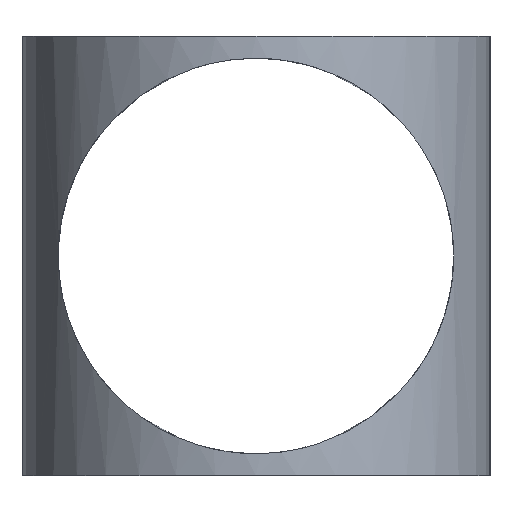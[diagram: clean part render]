
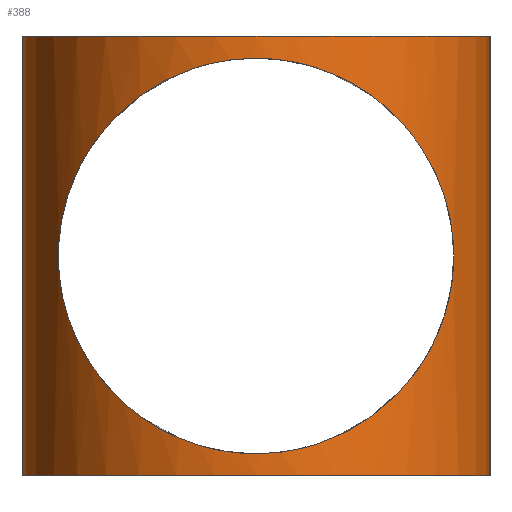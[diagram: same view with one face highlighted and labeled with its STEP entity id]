
A CAD part, left-side view. The second image highlights one B-rep face of the part: STEP entity #388.
In plain terms, the highlighted cylindrical face has radius 10.65 mm (diameter 21.3 mm), a partial arc.
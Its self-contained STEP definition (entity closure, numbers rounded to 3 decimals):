
#29=CIRCLE('',#426,10.65);
#30=CIRCLE('',#427,10.65);
#37=FACE_BOUND('',#75,.T.);
#57=FACE_OUTER_BOUND('',#74,.T.);
#74=EDGE_LOOP('',(#338,#339,#340,#341));
#75=EDGE_LOOP('',(#342,#343));
#107=LINE('',#989,#128);
#108=LINE('',#995,#129);
#128=VECTOR('',#488,10.);
#129=VECTOR('',#495,10.);
#140=B_SPLINE_CURVE_WITH_KNOTS('',3,(#633,#634,#635,#636,#637,#638,#639,
#640,#641,#642,#643,#644,#645,#646,#647,#648,#649,#650,#651,#652,#653,#654,
#655,#656,#657,#658),.UNSPECIFIED.,.F.,.F.,(4,2,2,2,2,2,2,2,2,2,2,2,4),
(0.,0.25,0.499,0.758,1.016,
1.23,1.443,1.657,1.87,2.128,
2.387,2.636,2.886),.UNSPECIFIED.);
#141=B_SPLINE_CURVE_WITH_KNOTS('',3,(#659,#660,#661,#662,#663,#664,#665,
#666,#667,#668,#669,#670,#671,#672,#673,#674,#675,#676,#677,#678,#679,#680,
#681,#682,#683,#684),.UNSPECIFIED.,.F.,.F.,(4,2,2,2,2,2,2,2,2,2,2,2,4),
(2.886,3.136,3.385,3.644,3.902,
4.116,4.329,4.543,4.756,5.015,
5.273,5.523,5.772),.UNSPECIFIED.);
#165=VERTEX_POINT('',#630);
#166=VERTEX_POINT('',#632);
#189=VERTEX_POINT('',#982);
#192=VERTEX_POINT('',#987);
#193=VERTEX_POINT('',#991);
#194=VERTEX_POINT('',#993);
#207=EDGE_CURVE('',#166,#165,#140,.T.);
#208=EDGE_CURVE('',#165,#166,#141,.T.);
#246=EDGE_CURVE('',#189,#192,#107,.T.);
#247=EDGE_CURVE('',#193,#189,#29,.T.);
#248=EDGE_CURVE('',#194,#192,#30,.T.);
#249=EDGE_CURVE('',#193,#194,#108,.T.);
#338=ORIENTED_EDGE('',*,*,#247,.T.);
#339=ORIENTED_EDGE('',*,*,#246,.T.);
#340=ORIENTED_EDGE('',*,*,#248,.F.);
#341=ORIENTED_EDGE('',*,*,#249,.F.);
#342=ORIENTED_EDGE('',*,*,#207,.T.);
#343=ORIENTED_EDGE('',*,*,#208,.T.);
#378=CYLINDRICAL_SURFACE('',#425,10.65);
#388=ADVANCED_FACE('',(#57,#37),#378,.T.);
#425=AXIS2_PLACEMENT_3D('',#990,#489,#490);
#426=AXIS2_PLACEMENT_3D('',#992,#491,#492);
#427=AXIS2_PLACEMENT_3D('',#994,#493,#494);
#488=DIRECTION('',(0.,0.,-1.));
#489=DIRECTION('center_axis',(0.,0.,-1.));
#490=DIRECTION('ref_axis',(0.,-1.,0.));
#491=DIRECTION('center_axis',(0.,0.,
-1.));
#492=DIRECTION('ref_axis',(0.,-1.,0.));
#493=DIRECTION('center_axis',(0.,0.,
-1.));
#494=DIRECTION('ref_axis',(0.,-1.,0.));
#495=DIRECTION('',(0.,0.,-1.));
#630=CARTESIAN_POINT('',(-42.544,-9.,-11.5));
#632=CARTESIAN_POINT('',(-42.544,9.,-11.5));
#633=CARTESIAN_POINT('Ctrl Pts',(-42.544,9.,-11.5));
#634=CARTESIAN_POINT('Ctrl Pts',(-42.544,9.,-10.668));
#635=CARTESIAN_POINT('Ctrl Pts',(-42.744,8.879,-9.812));
#636=CARTESIAN_POINT('Ctrl Pts',(-43.379,8.423,-8.224));
#637=CARTESIAN_POINT('Ctrl Pts',(-43.799,8.089,-7.487));
#638=CARTESIAN_POINT('Ctrl Pts',(-44.605,7.321,-6.211));
#639=CARTESIAN_POINT('Ctrl Pts',(-45.067,6.815,-5.563));
#640=CARTESIAN_POINT('Ctrl Pts',(-45.928,5.617,-4.42));
#641=CARTESIAN_POINT('Ctrl Pts',(-46.325,4.925,-3.924));
#642=CARTESIAN_POINT('Ctrl Pts',(-46.884,3.626,-3.236));
#643=CARTESIAN_POINT('Ctrl Pts',(-47.115,2.935,-2.959));
#644=CARTESIAN_POINT('Ctrl Pts',(-47.423,1.478,-2.59));
#645=CARTESIAN_POINT('Ctrl Pts',(-47.5,0.712,-2.5));
#646=CARTESIAN_POINT('Ctrl Pts',(-47.5,-0.712,-2.5));
#647=CARTESIAN_POINT('Ctrl Pts',(-47.423,-1.478,-2.59));
#648=CARTESIAN_POINT('Ctrl Pts',(-47.115,-2.935,-2.959));
#649=CARTESIAN_POINT('Ctrl Pts',(-46.884,-3.626,-3.236));
#650=CARTESIAN_POINT('Ctrl Pts',(-46.325,-4.925,-3.924));
#651=CARTESIAN_POINT('Ctrl Pts',(-45.928,-5.617,-4.42));
#652=CARTESIAN_POINT('Ctrl Pts',(-45.067,-6.815,-5.563));
#653=CARTESIAN_POINT('Ctrl Pts',(-44.605,-7.321,-6.211));
#654=CARTESIAN_POINT('Ctrl Pts',(-43.799,-8.089,-7.487));
#655=CARTESIAN_POINT('Ctrl Pts',(-43.379,-8.423,-8.224));
#656=CARTESIAN_POINT('Ctrl Pts',(-42.744,-8.879,-9.812));
#657=CARTESIAN_POINT('Ctrl Pts',(-42.544,-9.,-10.668));
#658=CARTESIAN_POINT('Ctrl Pts',(-42.544,-9.,-11.5));
#659=CARTESIAN_POINT('Ctrl Pts',(-42.544,-9.,-11.5));
#660=CARTESIAN_POINT('Ctrl Pts',(-42.544,-9.,-12.332));
#661=CARTESIAN_POINT('Ctrl Pts',(-42.744,-8.879,-13.188));
#662=CARTESIAN_POINT('Ctrl Pts',(-43.379,-8.423,-14.776));
#663=CARTESIAN_POINT('Ctrl Pts',(-43.799,-8.089,-15.513));
#664=CARTESIAN_POINT('Ctrl Pts',(-44.605,-7.321,-16.789));
#665=CARTESIAN_POINT('Ctrl Pts',(-45.067,-6.815,-17.437));
#666=CARTESIAN_POINT('Ctrl Pts',(-45.928,-5.617,-18.58));
#667=CARTESIAN_POINT('Ctrl Pts',(-46.325,-4.925,-19.076));
#668=CARTESIAN_POINT('Ctrl Pts',(-46.884,-3.626,-19.764));
#669=CARTESIAN_POINT('Ctrl Pts',(-47.115,-2.935,-20.041));
#670=CARTESIAN_POINT('Ctrl Pts',(-47.423,-1.478,-20.41));
#671=CARTESIAN_POINT('Ctrl Pts',(-47.5,-0.712,-20.5));
#672=CARTESIAN_POINT('Ctrl Pts',(-47.5,0.712,-20.5));
#673=CARTESIAN_POINT('Ctrl Pts',(-47.423,1.478,-20.41));
#674=CARTESIAN_POINT('Ctrl Pts',(-47.115,2.935,-20.041));
#675=CARTESIAN_POINT('Ctrl Pts',(-46.884,3.626,-19.764));
#676=CARTESIAN_POINT('Ctrl Pts',(-46.325,4.925,-19.076));
#677=CARTESIAN_POINT('Ctrl Pts',(-45.928,5.617,-18.58));
#678=CARTESIAN_POINT('Ctrl Pts',(-45.067,6.815,-17.437));
#679=CARTESIAN_POINT('Ctrl Pts',(-44.605,7.321,-16.789));
#680=CARTESIAN_POINT('Ctrl Pts',(-43.799,8.089,-15.513));
#681=CARTESIAN_POINT('Ctrl Pts',(-43.379,8.423,-14.776));
#682=CARTESIAN_POINT('Ctrl Pts',(-42.744,8.879,-13.188));
#683=CARTESIAN_POINT('Ctrl Pts',(-42.544,9.,-12.332));
#684=CARTESIAN_POINT('Ctrl Pts',(-42.544,9.,-11.5));
#982=CARTESIAN_POINT('',(-36.85,10.65,-1.5));
#987=CARTESIAN_POINT('',(-36.85,10.65,-21.5));
#989=CARTESIAN_POINT('',(-36.85,10.65,-1.5));
#990=CARTESIAN_POINT('Origin',(-36.85,0.,-1.5));
#991=CARTESIAN_POINT('',(-36.85,-10.65,-1.5));
#992=CARTESIAN_POINT('Origin',(-36.85,0.,-1.5));
#993=CARTESIAN_POINT('',(-36.85,-10.65,-21.5));
#994=CARTESIAN_POINT('Origin',(-36.85,0.,-21.5));
#995=CARTESIAN_POINT('',(-36.85,-10.65,-1.5));
